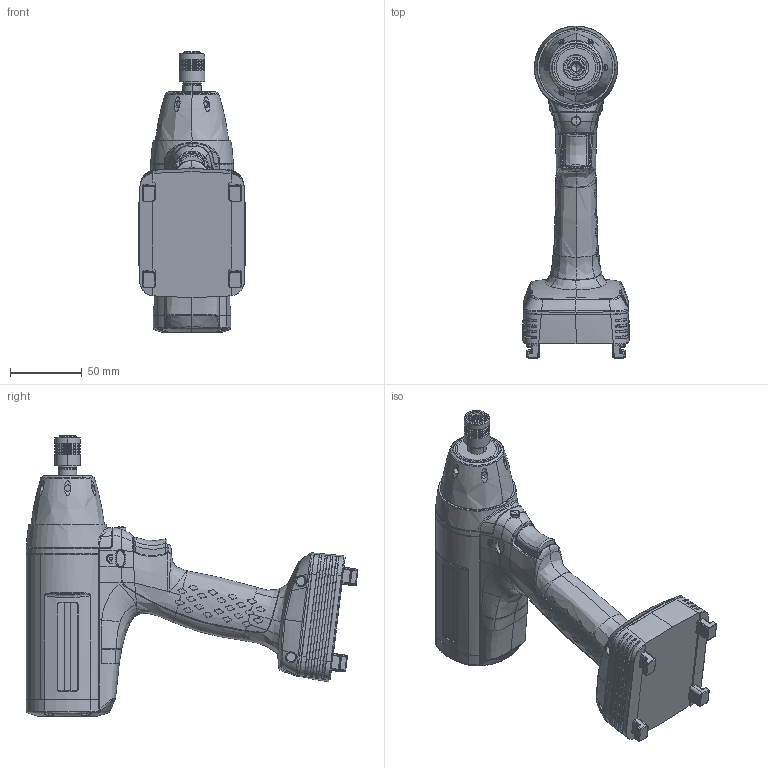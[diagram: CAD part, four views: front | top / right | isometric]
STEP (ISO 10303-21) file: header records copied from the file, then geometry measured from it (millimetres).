
FILE_DESCRIPTION((''),'2;1');
FILE_NAME('8433323022_SW','2019-10-24T14:20:09',('Toocsr'),(''),'CREO PARAMETRIC BY PTC INC, 2018100','CREO PARAMETRIC BY PTC INC, 2018100','');
FILE_SCHEMA(('AP242_MANAGED_MODEL_BASED_3D_ENGINEERING_MIM_LF { 1 0 10303 442 1 1 4 }'));
Length unit declared in the file: millimetre
Products named in the file (1): 8433323022_SW
Bounding box: 74.52 x 231.33 x 195.26 mm (x, y, z)
Volume: 673153.5 mm3; surface area: 133939.5 mm2
Topology: 1 solids, 3 shells, 2712 faces, 7136 edges, 4437 vertices
Faces by surface type: bspline 1382, plane 486, cylinder 430, cone 191, torus 105, extrusion 72, sphere 46
Entity records: 206579 total; most frequent: CARTESIAN_POINT 129459, ORIENTED_EDGE 14260, DIRECTION 7151, EDGE_CURVE 7130, VERTEX_POINT 4437, B_SPLINE_CURVE_WITH_KNOTS 4076, FILL_AREA_STYLE_COLOUR 3308, FILL_AREA_STYLE 3308
